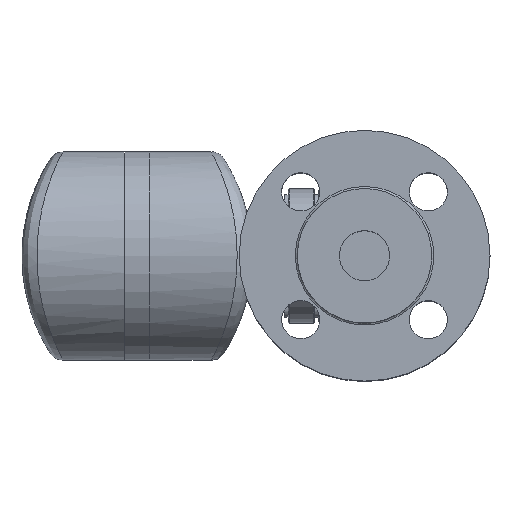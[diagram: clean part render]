
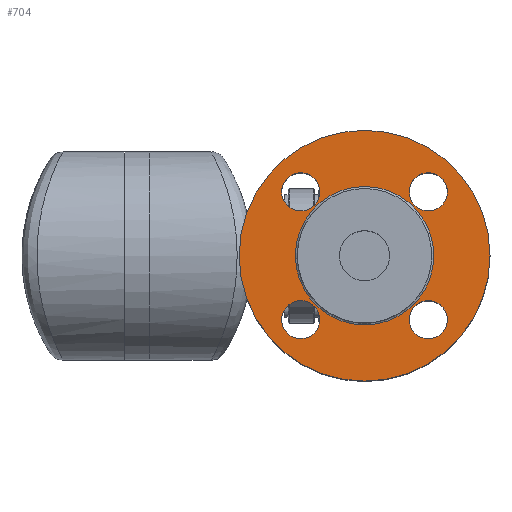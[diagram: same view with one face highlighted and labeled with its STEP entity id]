
A CAD part, top view. The second image highlights one B-rep face of the part: STEP entity #704.
In plain terms, the highlighted planar face has unit normal (0, 0, 1).
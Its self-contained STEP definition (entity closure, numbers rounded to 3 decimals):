
#618=CARTESIAN_POINT('',(141.5,0.0,98.));
#619=VERTEX_POINT('',#618);
#620=CARTESIAN_POINT('',(107.,0.0,98.));
#621=DIRECTION('',(0.0,0.0,1.0));
#622=DIRECTION('',(-1.0,0.0,0.0));
#623=AXIS2_PLACEMENT_3D('',#620,#621,#622);
#624=CIRCLE('',#623,34.5);
#625=EDGE_CURVE('',#619,#619,#624,.T.);
#641=CARTESIAN_POINT('',(155.,0.0,98.));
#642=DIRECTION('',(0.0,0.0,1.0));
#643=DIRECTION('',(1.0,0.0,0.0));
#644=AXIS2_PLACEMENT_3D('',#641,#642,#643);
#645=PLANE('',#644);
#646=CARTESIAN_POINT('',(169.5,0.0,98.));
#647=VERTEX_POINT('',#646);
#648=CARTESIAN_POINT('',(107.,0.0,98.));
#649=DIRECTION('',(0.0,0.0,1.0));
#650=DIRECTION('',(1.0,0.0,0.0));
#651=AXIS2_PLACEMENT_3D('',#648,#649,#650);
#652=CIRCLE('',#651,62.5);
#653=EDGE_CURVE('',#647,#647,#652,.T.);
#654=ORIENTED_EDGE('',*,*,#653,.T.);
#655=EDGE_LOOP('',(#654));
#656=FACE_OUTER_BOUND('',#655,.T.);
#657=CARTESIAN_POINT('',(84.68,31.82,98.));
#658=VERTEX_POINT('',#657);
#659=CARTESIAN_POINT('',(75.18,31.82,98.));
#660=DIRECTION('',(0.0,0.0,-1.0));
#661=DIRECTION('',(1.0,0.0,0.0));
#662=AXIS2_PLACEMENT_3D('',#659,#660,#661);
#663=CIRCLE('',#662,9.5);
#664=EDGE_CURVE('',#658,#658,#663,.T.);
#665=ORIENTED_EDGE('',*,*,#664,.T.);
#666=EDGE_LOOP('',(#665));
#667=FACE_BOUND('',#666,.T.);
#668=CARTESIAN_POINT('',(75.18,-22.32,98.));
#669=VERTEX_POINT('',#668);
#670=CARTESIAN_POINT('',(75.18,-31.82,98.));
#671=DIRECTION('',(0.0,0.0,-1.0));
#672=DIRECTION('',(0.0,1.0,0.0));
#673=AXIS2_PLACEMENT_3D('',#670,#671,#672);
#674=CIRCLE('',#673,9.5);
#675=EDGE_CURVE('',#669,#669,#674,.T.);
#676=ORIENTED_EDGE('',*,*,#675,.T.);
#677=EDGE_LOOP('',(#676));
#678=FACE_BOUND('',#677,.T.);
#679=CARTESIAN_POINT('',(129.32,-31.82,98.));
#680=VERTEX_POINT('',#679);
#681=CARTESIAN_POINT('',(138.82,-31.82,98.));
#682=DIRECTION('',(0.0,0.0,-1.0));
#683=DIRECTION('',(-1.0,0.0,0.0));
#684=AXIS2_PLACEMENT_3D('',#681,#682,#683);
#685=CIRCLE('',#684,9.5);
#686=EDGE_CURVE('',#680,#680,#685,.T.);
#687=ORIENTED_EDGE('',*,*,#686,.T.);
#688=EDGE_LOOP('',(#687));
#689=FACE_BOUND('',#688,.T.);
#690=CARTESIAN_POINT('',(138.82,22.32,98.));
#691=VERTEX_POINT('',#690);
#692=CARTESIAN_POINT('',(138.82,31.82,98.));
#693=DIRECTION('',(0.0,0.0,-1.0));
#694=DIRECTION('',(0.0,-1.0,0.0));
#695=AXIS2_PLACEMENT_3D('',#692,#693,#694);
#696=CIRCLE('',#695,9.5);
#697=EDGE_CURVE('',#691,#691,#696,.T.);
#698=ORIENTED_EDGE('',*,*,#697,.T.);
#699=EDGE_LOOP('',(#698));
#700=FACE_BOUND('',#699,.T.);
#701=ORIENTED_EDGE('',*,*,#625,.F.);
#702=EDGE_LOOP('',(#701));
#703=FACE_BOUND('',#702,.T.);
#704=ADVANCED_FACE('',(#656,#667,#678,#689,#700,#703),#645,.T.);
